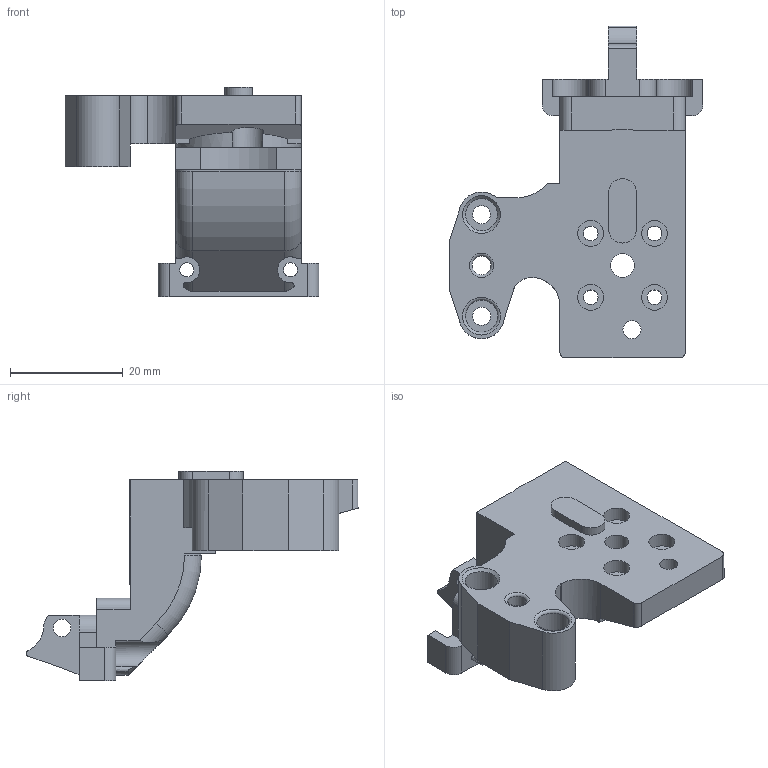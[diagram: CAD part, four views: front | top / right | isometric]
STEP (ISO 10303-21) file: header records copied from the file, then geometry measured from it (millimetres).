
FILE_DESCRIPTION(/* description */ (''),/* implementation_level */ '2;1');
FILE_NAME(/* name */ 'Planetary Vertical - Dragon Adapter - Metal Carrier.step',/* time_stamp */ '2021-03-04T22:12:49-05:00',/* author */ (''),/* organization */ (''),/* preprocessor_version */ 'ST-DEVELOPER v18.1',/* originating_system */ 'Autodesk Translation Framework v9.10.0.1330',/* authorisation */ '');
FILE_SCHEMA (('AUTOMOTIVE_DESIGN { 1 0 10303 214 3 1 1 }'));
Length unit declared in the file: millimetre
Products named in the file (1): Planetary Vertical - metal carrier_Planetary Vertical - Dragon Adapte
r - Metal Carrier
Bounding box: 45.01 x 58.84 x 37.17 mm (x, y, z)
Volume: 18510.2 mm3; surface area: 7819.3 mm2
Topology: 1 solids, 1 shells, 122 faces, 325 edges, 213 vertices
Faces by surface type: plane 57, cylinder 56, bspline 4, torus 4, cone 1
Full cylindrical faces by diameter (mm): 2.5 x2, 2.6 x4, 3.1 x1, 3.196 x1, 3.2 x1, 3.202 x1, 3.302 x1, 4.2 x1, 4.6 x4, 5.7 x3, 8 x1
Entity records: 4107 total; most frequent: CARTESIAN_POINT 904, DIRECTION 673, ORIENTED_EDGE 650, EDGE_CURVE 325, AXIS2_PLACEMENT_3D 243, VERTEX_POINT 213, LINE 187, VECTOR 187
